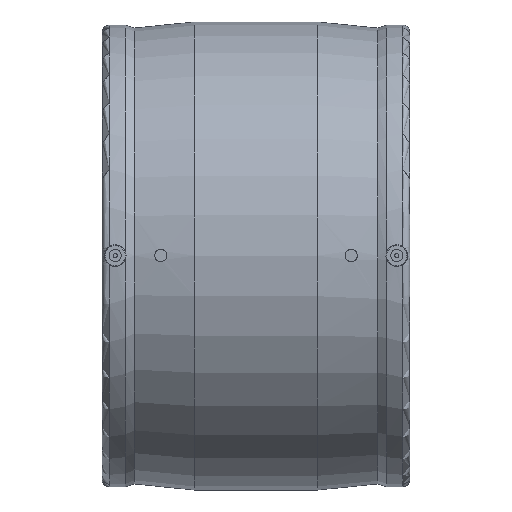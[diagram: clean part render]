
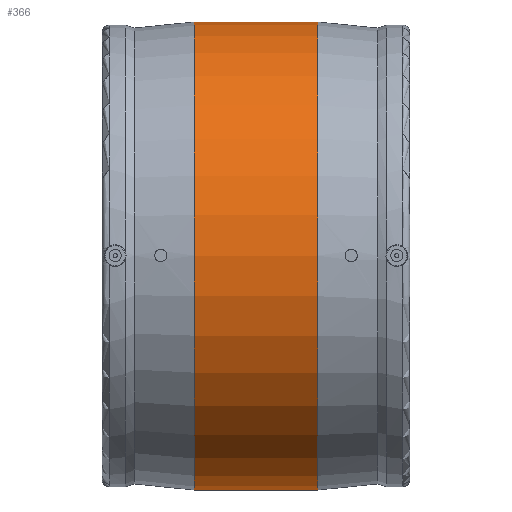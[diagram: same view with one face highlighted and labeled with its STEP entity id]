
A CAD part, top view. The second image highlights one B-rep face of the part: STEP entity #366.
In plain terms, the highlighted cylindrical face has radius 231 mm (diameter 462 mm), a full revolution.
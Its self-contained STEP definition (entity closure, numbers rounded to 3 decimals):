
#38=CYLINDRICAL_SURFACE('',#421,231.);
#81=ORIENTED_EDGE('',*,*,#151,.T.);
#82=ORIENTED_EDGE('',*,*,#152,.T.);
#151=EDGE_CURVE('',#185,#185,#214,.F.);
#152=EDGE_CURVE('',#186,#186,#215,.T.);
#185=VERTEX_POINT('',#700);
#186=VERTEX_POINT('',#702);
#214=CIRCLE('',#422,231.);
#215=CIRCLE('',#423,231.);
#247=EDGE_LOOP('',(#81));
#248=EDGE_LOOP('',(#82));
#307=FACE_BOUND('',#247,.T.);
#308=FACE_BOUND('',#248,.T.);
#366=ADVANCED_FACE('',(#307,#308),#38,.T.);
#421=AXIS2_PLACEMENT_3D('',#698,#501,#502);
#422=AXIS2_PLACEMENT_3D('',#699,#503,#504);
#423=AXIS2_PLACEMENT_3D('',#701,#505,#506);
#501=DIRECTION('',(-1.,0.,0.));
#502=DIRECTION('',(0.,0.,1.));
#503=DIRECTION('',(1.,0.,0.));
#504=DIRECTION('',(0.,0.,-1.));
#505=DIRECTION('',(1.,0.,0.));
#506=DIRECTION('',(0.,0.,-1.));
#698=CARTESIAN_POINT('',(-60.,0.,0.));
#699=CARTESIAN_POINT('',(60.949,0.,0.));
#700=CARTESIAN_POINT('',(60.949,0.,-231.));
#701=CARTESIAN_POINT('',(-60.949,0.,0.));
#702=CARTESIAN_POINT('',(-60.949,0.,-231.));
